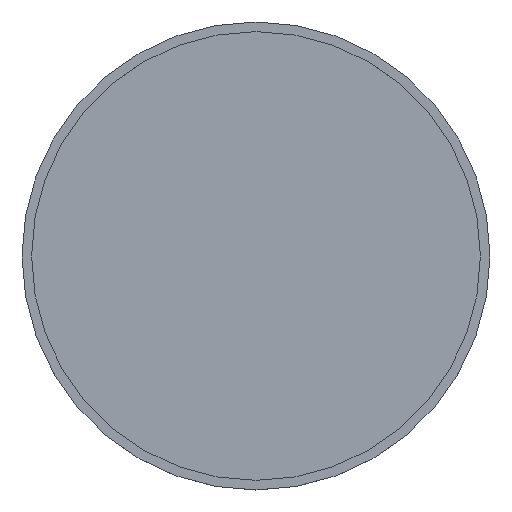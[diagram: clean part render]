
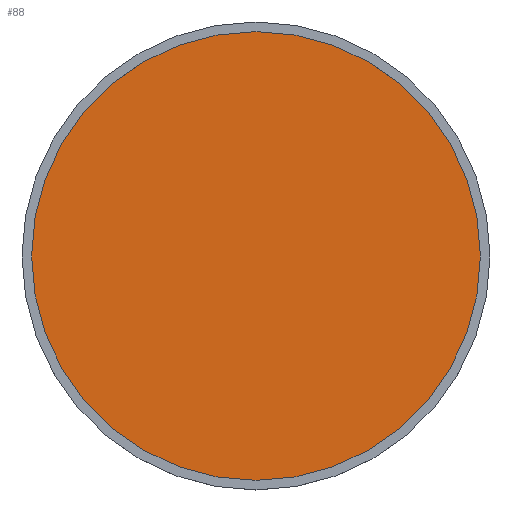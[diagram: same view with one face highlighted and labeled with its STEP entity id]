
A CAD part, top view. The second image highlights one B-rep face of the part: STEP entity #88.
In plain terms, the highlighted planar face has unit normal (0, 0, 1).
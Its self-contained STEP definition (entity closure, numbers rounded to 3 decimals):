
#18=PLANE('',#113);
#24=FACE_OUTER_BOUND('',#32,.T.);
#32=EDGE_LOOP('',(#74));
#44=CIRCLE('',#108,19.416);
#50=VERTEX_POINT('',#154);
#57=EDGE_CURVE('',#50,#50,#44,.T.);
#74=ORIENTED_EDGE('',*,*,#57,.T.);
#88=ADVANCED_FACE('',(#24),#18,.T.);
#108=AXIS2_PLACEMENT_3D('',#156,#126,#127);
#113=AXIS2_PLACEMENT_3D('',#164,#137,#138);
#126=DIRECTION('center_axis',(0.,0.,1.));
#127=DIRECTION('ref_axis',(1.,0.,0.));
#137=DIRECTION('center_axis',(0.,0.,1.));
#138=DIRECTION('ref_axis',(1.,0.,0.));
#154=CARTESIAN_POINT('',(14.584,-21.,2.));
#156=CARTESIAN_POINT('Origin',(34.,-21.,2.));
#164=CARTESIAN_POINT('Origin',(34.,-21.,2.));
